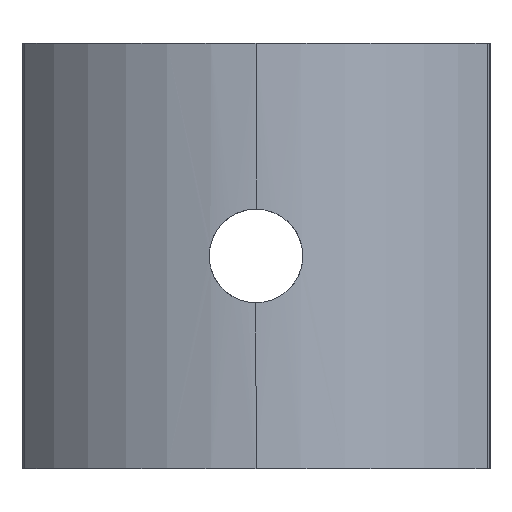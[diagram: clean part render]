
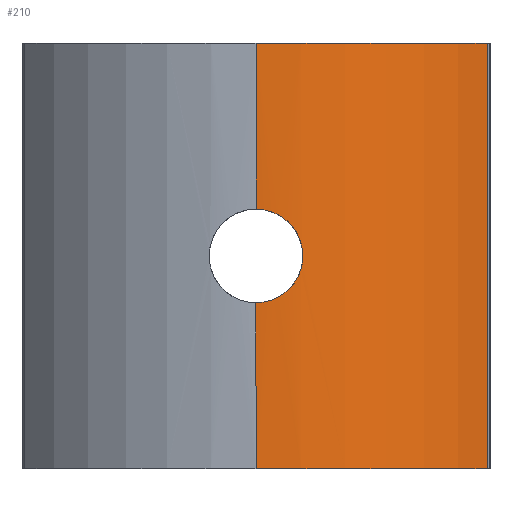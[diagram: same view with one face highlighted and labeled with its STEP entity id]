
A CAD part, left-side view. The second image highlights one B-rep face of the part: STEP entity #210.
In plain terms, the highlighted cylindrical face has radius 10.001 mm (diameter 20.001 mm), a partial arc.
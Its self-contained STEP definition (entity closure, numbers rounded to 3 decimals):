
#210=ADVANCED_FACE('',(#445),#446,.T.);
#445=FACE_OUTER_BOUND('',#692,.T.);
#446=CYLINDRICAL_SURFACE('',#693,10.001);
#692=EDGE_LOOP('',(#1379,#1380,#1381,#1382,#1383,#1384));
#693=AXIS2_PLACEMENT_3D('',#1385,#1386,#1387);
#1379=ORIENTED_EDGE('',*,*,#1852,.F.);
#1380=ORIENTED_EDGE('',*,*,#1736,.T.);
#1381=ORIENTED_EDGE('',*,*,#1853,.T.);
#1382=ORIENTED_EDGE('',*,*,#1789,.F.);
#1383=ORIENTED_EDGE('',*,*,#1854,.F.);
#1384=ORIENTED_EDGE('',*,*,#1808,.T.);
#1385=CARTESIAN_POINT('',(5.5,0.,-7.5));
#1386=DIRECTION('',(0.0,0.0,-1.0));
#1387=DIRECTION('',(1.0,0.0,0.0));
#1736=EDGE_CURVE('',#2190,#2188,#2191,.T.);
#1789=EDGE_CURVE('',#2260,#2262,#2263,.T.);
#1808=EDGE_CURVE('',#2291,#2289,#2292,.T.);
#1852=EDGE_CURVE('',#2190,#2289,#2338,.T.);
#1853=EDGE_CURVE('',#2188,#2262,#2339,.T.);
#1854=EDGE_CURVE('',#2291,#2260,#2340,.T.);
#2188=VERTEX_POINT('',#3215);
#2190=VERTEX_POINT('',#3217);
#2191=CIRCLE('',#3218,10.001);
#2260=VERTEX_POINT('',#3321);
#2262=VERTEX_POINT('',#3323);
#2263=CIRCLE('',#3324,10.001);
#2289=VERTEX_POINT('',#3350);
#2291=VERTEX_POINT('',#3353);
#2292=B_SPLINE_CURVE_WITH_KNOTS('',3,(#3354,#3355,#3356,#3357,#3358,#3359,#3360,#3361,#3362,#3363,#3364,#3365,#3366,#3367,#3368,#3369,#3370,#3371,#3372,#3373,#3374,#3375,#3376,#3377),.UNSPECIFIED.,.F.,.F.,(4,2,2,2,2,2,2,2,2,2,2,4),(0.005,0.006,0.006,0.007,0.007,0.008,0.008,0.008,0.009,0.009,0.01,0.01),.UNSPECIFIED.);
#2338=LINE('',#3583,#3584);
#2339=LINE('',#3585,#3586);
#2340=LINE('',#3587,#3588);
#3215=CARTESIAN_POINT('',(-0.289,-8.154,-7.5));
#3217=CARTESIAN_POINT('',(-4.501,0.,-7.5));
#3218=AXIS2_PLACEMENT_3D('',#3903,#3904,#3905);
#3321=CARTESIAN_POINT('',(-4.501,0.,7.5));
#3323=CARTESIAN_POINT('',(-0.289,-8.154,7.5));
#3324=AXIS2_PLACEMENT_3D('',#4023,#4024,#4025);
#3350=CARTESIAN_POINT('',(-4.501,0.,-1.65));
#3353=CARTESIAN_POINT('',(-4.501,0.,1.65));
#3354=CARTESIAN_POINT('',(-4.501,0.,1.65));
#3355=CARTESIAN_POINT('',(-4.501,-0.215,1.65));
#3356=CARTESIAN_POINT('',(-4.493,-0.433,1.607));
#3357=CARTESIAN_POINT('',(-4.468,-0.83,1.442));
#3358=CARTESIAN_POINT('',(-4.45,-1.013,1.32));
#3359=CARTESIAN_POINT('',(-4.423,-1.242,1.092));
#3360=CARTESIAN_POINT('',(-4.414,-1.311,1.007));
#3361=CARTESIAN_POINT('',(-4.398,-1.431,0.828));
#3362=CARTESIAN_POINT('',(-4.39,-1.482,0.734));
#3363=CARTESIAN_POINT('',(-4.371,-1.607,0.434));
#3364=CARTESIAN_POINT('',(-4.364,-1.65,0.219));
#3365=CARTESIAN_POINT('',(-4.363,-1.65,-0.108));
#3366=CARTESIAN_POINT('',(-4.365,-1.639,-0.215));
#3367=CARTESIAN_POINT('',(-4.372,-1.598,-0.426));
#3368=CARTESIAN_POINT('',(-4.377,-1.566,-0.531));
#3369=CARTESIAN_POINT('',(-4.39,-1.483,-0.731));
#3370=CARTESIAN_POINT('',(-4.398,-1.433,-0.826));
#3371=CARTESIAN_POINT('',(-4.414,-1.313,-1.005));
#3372=CARTESIAN_POINT('',(-4.423,-1.243,-1.09));
#3373=CARTESIAN_POINT('',(-4.45,-1.016,-1.318));
#3374=CARTESIAN_POINT('',(-4.468,-0.832,-1.441));
#3375=CARTESIAN_POINT('',(-4.493,-0.435,-1.606));
#3376=CARTESIAN_POINT('',(-4.501,-0.218,-1.65));
#3377=CARTESIAN_POINT('',(-4.501,0.,-1.65));
#3583=CARTESIAN_POINT('',(-4.501,0.,0.0));
#3584=VECTOR('',#4092,1.0);
#3585=CARTESIAN_POINT('',(-0.289,-8.154,-7.5));
#3586=VECTOR('',#4093,1000.0);
#3587=CARTESIAN_POINT('',(-4.501,0.,0.0));
#3588=VECTOR('',#4094,1.0);
#3903=CARTESIAN_POINT('',(5.5,0.,-7.5));
#3904=DIRECTION('',(0.0,0.0,1.0));
#3905=DIRECTION('',(1.0,0.0,0.0));
#4023=CARTESIAN_POINT('',(5.5,0.,7.5));
#4024=DIRECTION('',(0.0,0.0,1.0));
#4025=DIRECTION('',(1.0,0.0,0.0));
#4092=DIRECTION('',(-0.0,-0.0,1.0));
#4093=DIRECTION('',(0.0,0.0,1.0));
#4094=DIRECTION('',(-0.0,-0.0,1.0));
